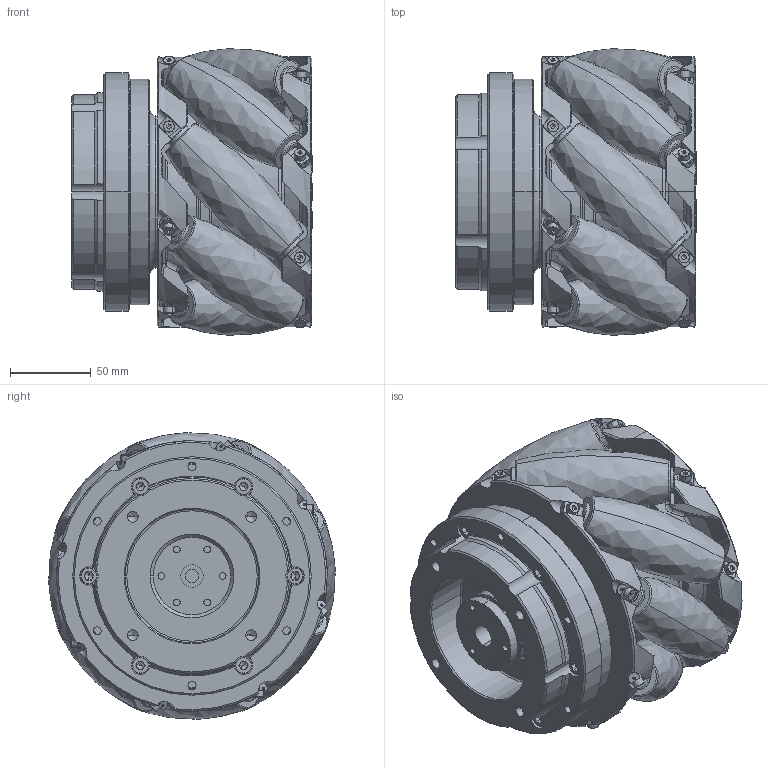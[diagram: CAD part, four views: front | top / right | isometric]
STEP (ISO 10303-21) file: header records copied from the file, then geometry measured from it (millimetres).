
FILE_DESCRIPTION (( 'STEP AP203' ), '1' );
FILE_NAME ('RVW-7PGRA-30-0E0F_Reference-Confidential-CIT1-PDNA.STEP', '2025-01-08T01:01:07', ( '' ), ( '' ), 'SwSTEP 2.0', 'SolidWorks 2023', '' );
FILE_SCHEMA (( 'CONFIG_CONTROL_DESIGN' ));
Length unit declared in the file: millimetre
Products named in the file (1): RVW-7PGRA-30-0E0F_Reference-Confidential-CIT1-PDNA
Bounding box: 149.25 x 177.88 x 177.88 mm (x, y, z)
Volume: 2240892.9 mm3; surface area: 288945.1 mm2
Topology: 1 solids, 1 shells, 2342 faces, 5705 edges, 3381 vertices
Faces by surface type: plane 956, cylinder 552, cone 481, torus 191, bspline 98, sphere 64
Entity records: 70734 total; most frequent: CARTESIAN_POINT 16786, DIRECTION 11655, ORIENTED_EDGE 11162, EDGE_CURVE 5581, AXIS2_PLACEMENT_3D 4608, VERTEX_POINT 3381, EDGE_LOOP 2546, VECTOR 2439
